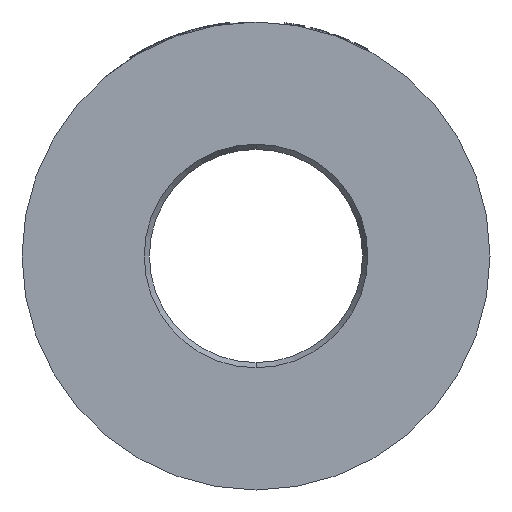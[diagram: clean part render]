
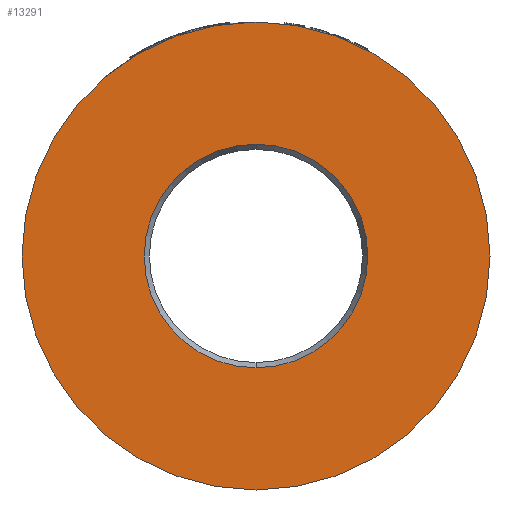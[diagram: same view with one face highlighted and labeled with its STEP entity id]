
A CAD part, front view. The second image highlights one B-rep face of the part: STEP entity #13291.
In plain terms, the highlighted planar face has unit normal (0, -1, 0).
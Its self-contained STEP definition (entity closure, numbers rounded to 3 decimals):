
#5 = CARTESIAN_POINT ( 'NONE',  ( 0., 0., 21.5 ) ) ;
#31 = CARTESIAN_POINT ( 'NONE',  ( 0., 0., 45. ) ) ;
#41 = CARTESIAN_POINT ( 'NONE',  ( 0., 0., -45. ) ) ;
#2779 = ORIENTED_EDGE ( 'NONE', *, *, #19690, .F. ) ;
#2781 = ORIENTED_EDGE ( 'NONE', *, *, #11278, .F. ) ;
#2783 = ORIENTED_EDGE ( 'NONE', *, *, #11330, .T. ) ;
#2784 = ORIENTED_EDGE ( 'NONE', *, *, #11322, .T. ) ;
#3934 = CIRCLE ( 'NONE', #7138, 21.5 ) ;
#7138 = AXIS2_PLACEMENT_3D ( 'NONE', #10785, #10786, #10787 ) ;
#8430 = CARTESIAN_POINT ( 'NONE',  ( 0., 0., 0. ) ) ;
#8431 = DIRECTION ( 'NONE',  ( 0., -1., 0. ) ) ;
#8432 = DIRECTION ( 'NONE',  ( 0., 0., -1. ) ) ;
#8455 = CARTESIAN_POINT ( 'NONE',  ( 0., 0., 0. ) ) ;
#8456 = DIRECTION ( 'NONE',  ( 0., -1., 0. ) ) ;
#8457 = DIRECTION ( 'NONE',  ( 0., 0., -1. ) ) ;
#10785 = CARTESIAN_POINT ( 'NONE',  ( 0., 0., 0. ) ) ;
#10786 = DIRECTION ( 'NONE',  ( 0., -1., 0. ) ) ;
#10787 = DIRECTION ( 'NONE',  ( 0., 0., -1. ) ) ;
#11278 = EDGE_CURVE ( 'NONE', #15580, #15568, #11851, .T. ) ;
#11322 = EDGE_CURVE ( 'NONE', #15664, #15737, #11893, .T. ) ;
#11330 = EDGE_CURVE ( 'NONE', #15737, #15664, #11946, .T. ) ;
#11693 = EDGE_LOOP ( 'NONE', ( #2783, #2784 ) ) ;
#11705 = EDGE_LOOP ( 'NONE', ( #2779, #2781 ) ) ;
#11851 = CIRCLE ( 'NONE', #19830, 21.5 ) ;
#11893 = CIRCLE ( 'NONE', #19842, 45. ) ;
#11946 = CIRCLE ( 'NONE', #19849, 45. ) ;
#12073 = FACE_BOUND ( 'NONE', #11705, .T. ) ;
#12223 = FACE_OUTER_BOUND ( 'NONE', #11693, .T. ) ;
#13291 = ADVANCED_FACE ( 'NONE', ( #12073, #12223 ), #14007, .F. ) ;
#14003 = CARTESIAN_POINT ( 'NONE',  ( -21.5, 0., 0. ) ) ;
#14007 = PLANE ( 'NONE',  #19900 ) ;
#14012 = DIRECTION ( 'NONE',  ( 0., 1., 0. ) ) ;
#14013 = DIRECTION ( 'NONE',  ( 0., 0., 1. ) ) ;
#15568 = VERTEX_POINT ( 'NONE', #20997 ) ;
#15580 = VERTEX_POINT ( 'NONE', #5 ) ;
#15664 = VERTEX_POINT ( 'NONE', #31 ) ;
#15737 = VERTEX_POINT ( 'NONE', #41 ) ;
#16272 = CARTESIAN_POINT ( 'NONE',  ( 0., 0., 0. ) ) ;
#16273 = DIRECTION ( 'NONE',  ( 0., -1., 0. ) ) ;
#16274 = DIRECTION ( 'NONE',  ( 0., 0., -1. ) ) ;
#19690 = EDGE_CURVE ( 'NONE', #15568, #15580, #3934, .T. ) ;
#19830 = AXIS2_PLACEMENT_3D ( 'NONE', #16272, #16273, #16274 ) ;
#19842 = AXIS2_PLACEMENT_3D ( 'NONE', #8430, #8431, #8432 ) ;
#19849 = AXIS2_PLACEMENT_3D ( 'NONE', #8455, #8456, #8457 ) ;
#19900 = AXIS2_PLACEMENT_3D ( 'NONE', #14003, #14012, #14013 ) ;
#20997 = CARTESIAN_POINT ( 'NONE',  ( 0., 0., -21.5 ) ) ;
